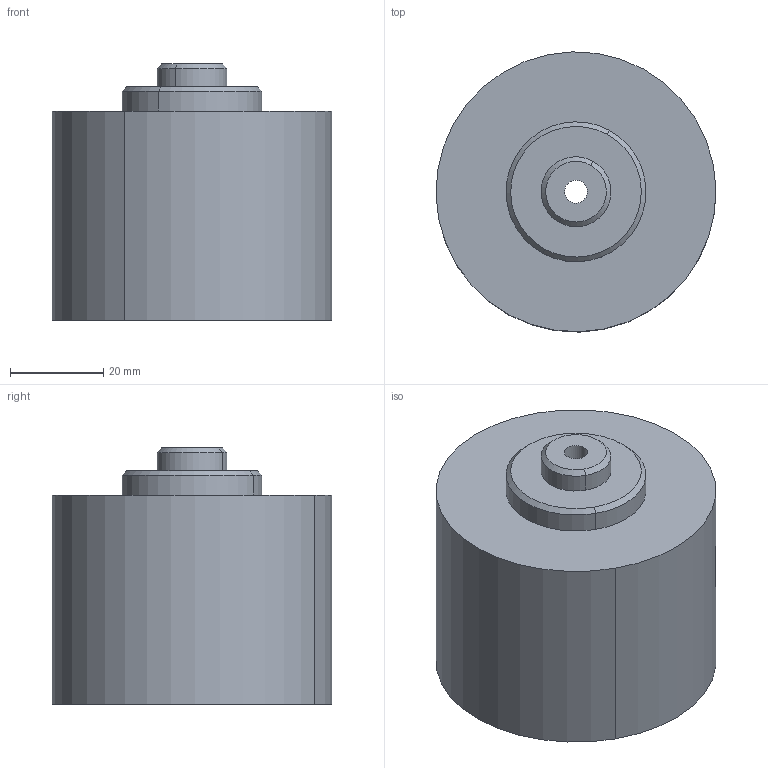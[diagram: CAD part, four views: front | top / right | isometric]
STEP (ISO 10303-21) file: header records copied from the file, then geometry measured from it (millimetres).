
FILE_DESCRIPTION(('CATIA V5 STEP Exchange'),'2;1');
FILE_NAME('OG004 Centreur tube.stp','2016-06-27T16:16:11+00:00',('none'),('none'),'CATIA Version 5 Release 21 GA (IN-10)','CATIA V5 STEP AP203','none');
FILE_SCHEMA(('CONFIG_CONTROL_DESIGN'));
Length unit declared in the file: millimetre
Products named in the file (1): centreur tube
Bounding box: 59.98 x 59.98 x 54.9 mm (x, y, z)
Volume: 41819.7 mm3; surface area: 21626 mm2
Topology: 1 solids, 1 shells, 26 faces, 52 edges, 32 vertices
Faces by surface type: cylinder 12, cone 8, plane 6
Entity records: 663 total; most frequent: CARTESIAN_POINT 104, ORIENTED_EDGE 104, DIRECTION 90, AXIS2_PLACEMENT_3D 52, EDGE_CURVE 52, CIRCLE 32, EDGE_LOOP 32, VERTEX_POINT 32
